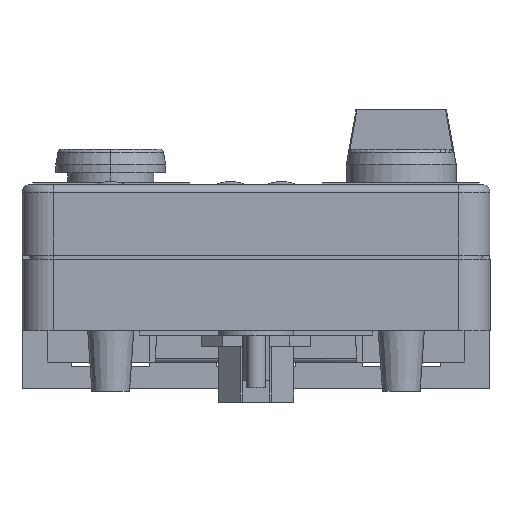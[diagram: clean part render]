
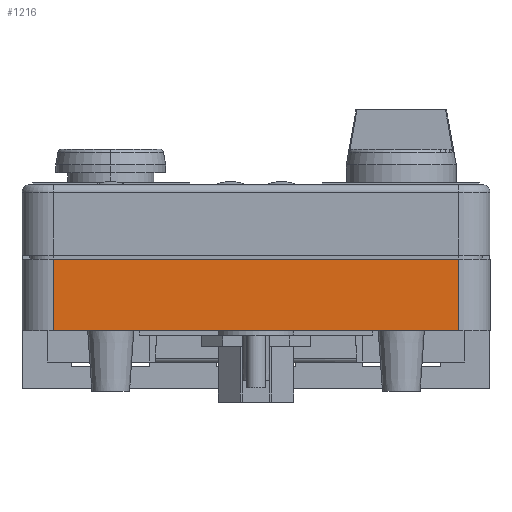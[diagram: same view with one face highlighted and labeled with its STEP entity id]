
A CAD part, front view. The second image highlights one B-rep face of the part: STEP entity #1216.
In plain terms, the highlighted planar face has unit normal (0, -1, 0).
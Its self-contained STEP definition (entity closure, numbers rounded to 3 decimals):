
#1216=ADVANCED_FACE('NONE',(#3133),#3134,.T.);
#3133=FACE_OUTER_BOUND('',#5807,.T.);
#3134=PLANE('',#5808);
#5807=EDGE_LOOP('',(#14763,#14764,#14765,#14766));
#5808=AXIS2_PLACEMENT_3D('',#14767,#14768,#14769);
#14763=ORIENTED_EDGE('',*,*,#20404,.T.);
#14764=ORIENTED_EDGE('',*,*,#20812,.T.);
#14765=ORIENTED_EDGE('',*,*,#20435,.F.);
#14766=ORIENTED_EDGE('',*,*,#20813,.T.);
#14767=CARTESIAN_POINT('',(4.,0.,1.7));
#14768=DIRECTION('',(0.0,-1.0,0.0));
#14769=DIRECTION('',(0.0,0.0,-1.0));
#20404=EDGE_CURVE('NONE',#23899,#23897,#23900,.T.);
#20435=EDGE_CURVE('NONE',#23957,#23958,#23959,.T.);
#20812=EDGE_CURVE('NONE',#23897,#23958,#24510,.T.);
#20813=EDGE_CURVE('NONE',#23957,#23899,#24511,.T.);
#23897=VERTEX_POINT('NONE',#30119);
#23899=VERTEX_POINT('NONE',#30121);
#23900=LINE('',#30122,#30123);
#23957=VERTEX_POINT('NONE',#30204);
#23958=VERTEX_POINT('NONE',#30205);
#23959=LINE('',#30206,#30207);
#24510=LINE('',#31100,#31101);
#24511=LINE('',#31102,#31103);
#30119=CARTESIAN_POINT('',(4.,0.,18.2));
#30121=CARTESIAN_POINT('',(55.6,0.,18.2));
#30122=CARTESIAN_POINT('',(59.646,0.,18.2));
#30123=VECTOR('',#38300,1000.0);
#30204=CARTESIAN_POINT('',(55.6,0.,9.1));
#30205=CARTESIAN_POINT('',(4.,0.,9.1));
#30206=CARTESIAN_POINT('',(55.6,0.,9.1));
#30207=VECTOR('',#38337,1000.0);
#31100=CARTESIAN_POINT('',(4.,0.,1.7));
#31101=VECTOR('',#38723,1000.0);
#31102=CARTESIAN_POINT('',(55.6,0.,1.7));
#31103=VECTOR('',#38724,1000.0);
#38300=DIRECTION('',(-1.0,0.,0.0));
#38337=DIRECTION('',(-1.0,0.0,0.0));
#38723=DIRECTION('',(-0.0,-0.0,-1.0));
#38724=DIRECTION('',(0.0,0.0,1.0));
